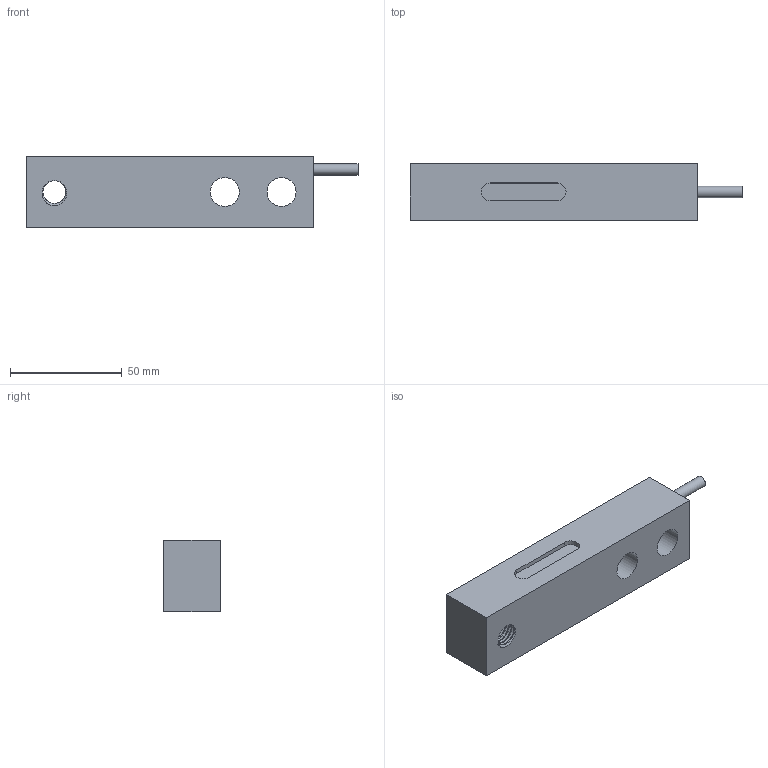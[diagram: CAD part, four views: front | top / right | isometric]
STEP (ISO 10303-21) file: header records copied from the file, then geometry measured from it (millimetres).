
FILE_DESCRIPTION(/* description */ (''),/* implementation_level */ '2;1');
FILE_NAME(/* name */ '563YSBKUN-2000kg v1.step',/* time_stamp */ '2020-02-06T15:21:22-08:00',/* author */ (''),/* organization */ (''),/* preprocessor_version */ 'ST-DEVELOPER v18',/* originating_system */ 'Autodesk Translation Framework v8.12.0.6',/* authorisation */ '');
FILE_SCHEMA (('AUTOMOTIVE_DESIGN { 1 0 10303 214 3 1 1 }'));
Length unit declared in the file: millimetre
Products named in the file (1): 563YSBKUN-2000kg
Bounding box: 148.5 x 25.4 x 31.8 mm (x, y, z)
Volume: 94165.7 mm3; surface area: 19901.1 mm2
Topology: 1 solids, 1 shells, 56 faces, 147 edges, 96 vertices
Faces by surface type: cylinder 41, plane 13, bspline 2
Full cylindrical faces by diameter (mm): 5.1 x1, 10.274 x14, 12.226 x16, 13 x2
Entity records: 5225 total; most frequent: CARTESIAN_POINT 3917, ORIENTED_EDGE 294, DIRECTION 209, EDGE_CURVE 147, VERTEX_POINT 96, AXIS2_PLACEMENT_3D 73, B_SPLINE_CURVE_WITH_KNOTS 66, EDGE_LOOP 65
